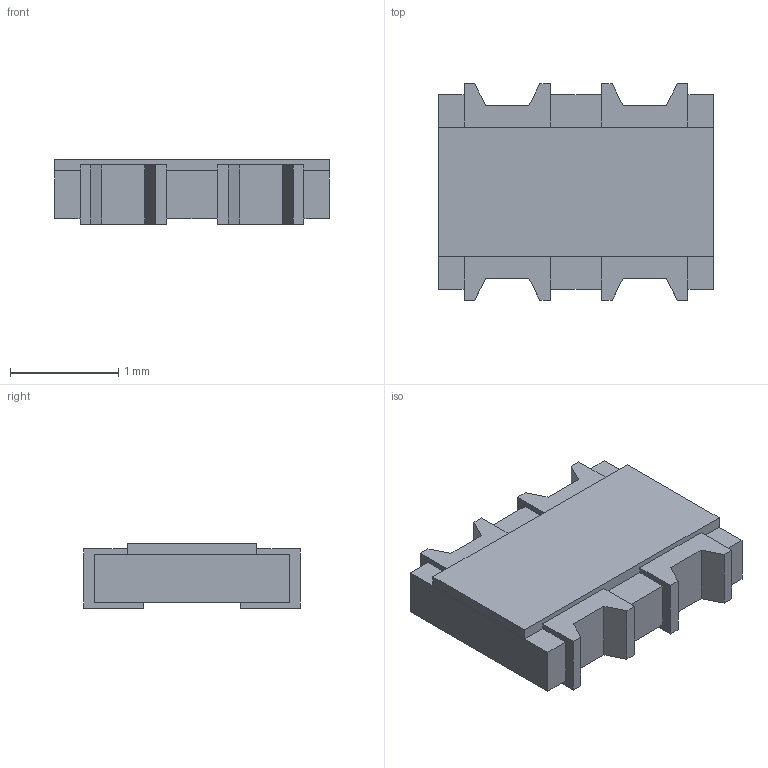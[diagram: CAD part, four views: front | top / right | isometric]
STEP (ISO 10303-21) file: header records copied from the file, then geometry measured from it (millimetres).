
FILE_DESCRIPTION(/* description */ (''),/* implementation_level */ '2;1');
FILE_NAME(/* name */ 'RESARR~2',/* time_stamp */ '2015-12-13T20:08:32+01:00',/* author */ (''),/* organization */ (''),/* preprocessor_version */ 'ST-DEVELOPER v14',/* originating_system */ '',/* authorisation */ '');
FILE_SCHEMA (('AUTOMOTIVE_DESIGN'));
Length unit declared in the file: millimetre
Products named in the file (1): Document
Bounding box: 2.54 x 2 x 0.6 mm (x, y, z)
Volume: 0.7 mm3; surface area: 25.4 mm2
Topology: 5 solids, 6 shells, 96 faces, 320 edges, 232 vertices
Faces by surface type: plane 96
Entity records: 6441 total; most frequent: CARTESIAN_POINT 2223, B_SPLINE_CURVE_WITH_KNOTS 912, ORIENTED_EDGE 592, PCURVE 592, DEFINITIONAL_REPRESENTATION 592, SURFACE_CURVE 320, EDGE_CURVE 320, VERTEX_POINT 232
